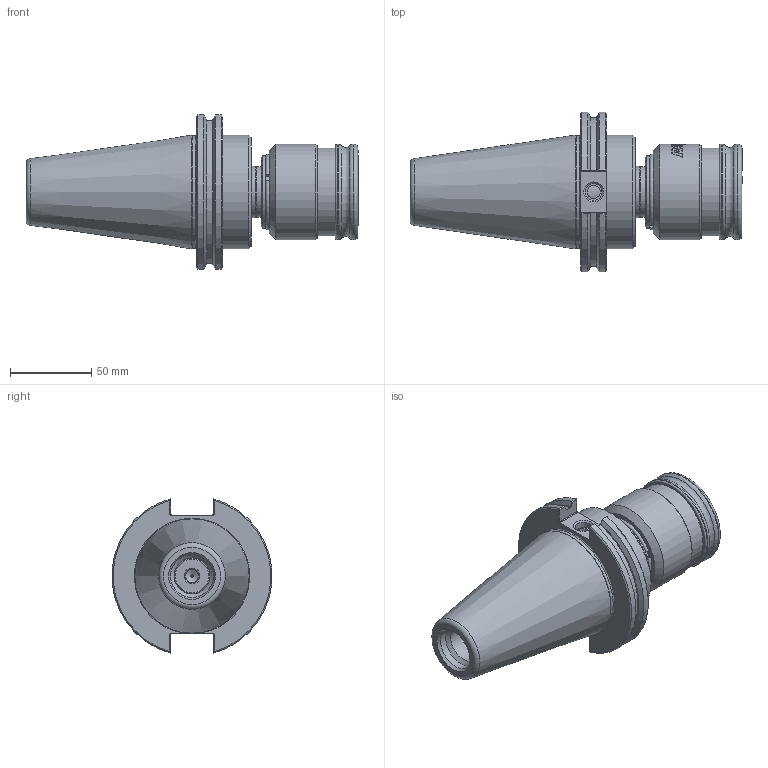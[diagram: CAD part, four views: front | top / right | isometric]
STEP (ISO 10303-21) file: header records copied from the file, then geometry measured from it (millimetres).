
FILE_DESCRIPTION(/* description */ ('C50-77TA4C'),/* implementation_level */ '2;1');
FILE_NAME(/* name */ 'C50-77TA4C.stp',/* time_stamp */ '2019-01-15T08:23:09-05:00',/* author */ ('dhartman'),/* organization */ (''),/* preprocessor_version */ 'ST-DEVELOPER v17',/* originating_system */ 'Autodesk Inventor 2018',/* authorisation */ '');
FILE_SCHEMA (('AUTOMOTIVE_DESIGN { 1 0 10303 214 3 1 1 }'));
Length unit declared in the file: inch
Products named in the file (28): C50-77TA4C; F092; 160-005; 160-005_1; 012-002; 012-002_1; 160-017; 017-055; 026-062; 001-009; 001-009_1; 001-012; 001-012_1; 001-012_2; TA71A0011; 025-004; 025-004_1; 160-006; 160-009; TA77A0002; 017-034; 017-015; 160-011; TA71A0006; 160-004; 160-004_1; 015-100; 017-056
Assembly tree (30 placements, depth 3):
  C50-77TA4C
    F092
    160-005
      160-005_1
      012-002
      012-002_1
    160-017
    017-055
    026-062
    001-009_1  x3
    001-009
    001-012
    001-012_1
    001-012_2  x2
    TA71A0011
    025-004
    025-004_1
    160-006
    160-009
    TA77A0002
    017-034
    017-015
    160-011
    TA71A0006
    160-004
      160-004_1
      015-100
    017-056
Bounding box: 203.78 x 98.06 x 94.71 mm (x, y, z)
Volume: 486722 mm3; surface area: 128228.7 mm2
Topology: 28 solids, 28 shells, 714 faces, 2012 edges, 1361 vertices
Faces by surface type: plane 504, cylinder 108, cone 59, bspline 20, torus 15, sphere 8
Full cylindrical faces by diameter (mm): 1.524 x1, 1.575 x2, 3.175 x2, 4.572 x1, 4.75 x1, 4.753 x1, 4.775 x1, 4.851 x1, 5.791 x1, 6.185 x1, 6.401 x1, 7.62 x1, 7.896 x1, 7.925 x2, 8 x1, 8.636 x1, 9.144 x1, 10.135 x1, 12.446 x1, 12.7 x1, 13.208 x1, 14.224 x1, 15.748 x1, 18.999 x2, 19.05 x1, 19.177 x2, 20.218 x1, 21.971 x1, 25.4 x1, 26.365 x1
Entity records: 31893 total; most frequent: CARTESIAN_POINT 11127, DIRECTION 4434, ORIENTED_EDGE 3984, EDGE_CURVE 1992, AXIS2_PLACEMENT_3D 1891, VERTEX_POINT 1355, EDGE_LOOP 777, FACE_OUTER_BOUND 711
